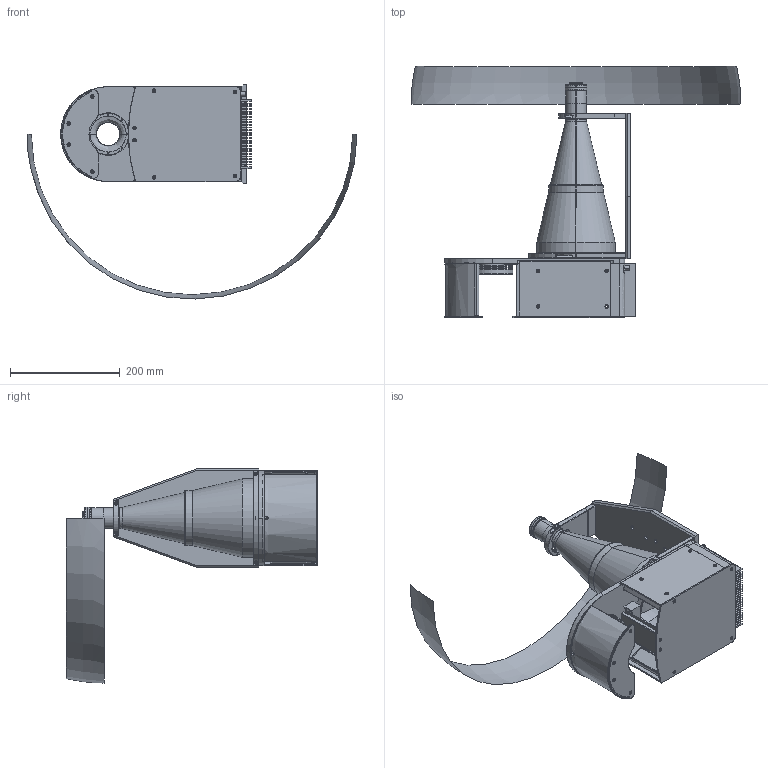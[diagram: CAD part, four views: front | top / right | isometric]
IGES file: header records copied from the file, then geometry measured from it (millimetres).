
Start section: SolidWorks IGES file using analytic representation for surfaces
Global section: file name: TCCAGE23096.IGS; native system: SolidWorks 2013; preprocessor: SolidWorks 2013; author: andreava; date: 140526.163932; units: millimetre
Bounding box: 601.28 x 457.64 x 390.08 mm (x, y, z)
Surface area: 781365.9 mm2 (no closed solid volume)
Topology: 0 solids, 0 shells, 786 faces, 15974 edges, 15972 vertices
Faces by surface type: bspline 401, revolution 385
